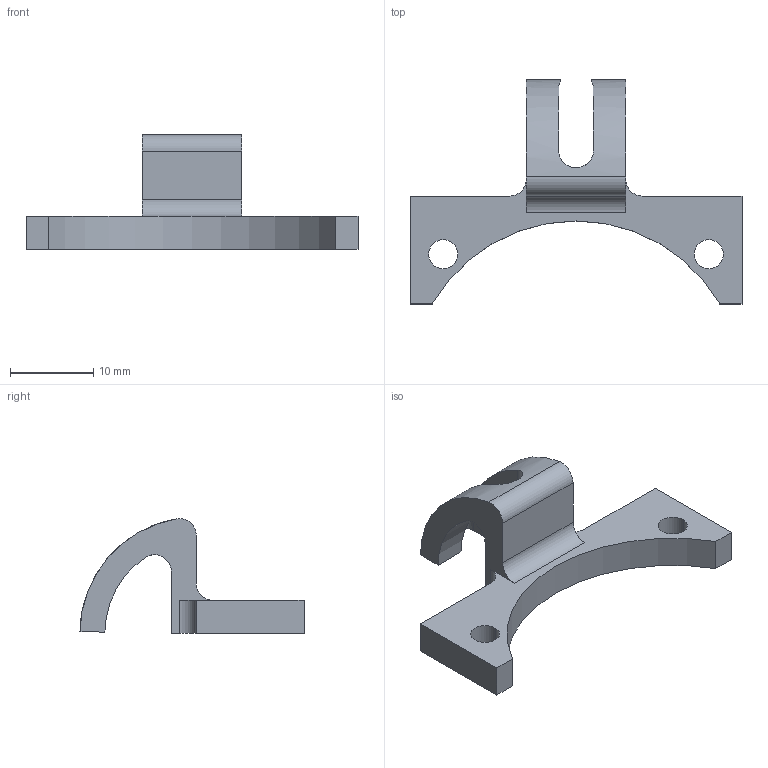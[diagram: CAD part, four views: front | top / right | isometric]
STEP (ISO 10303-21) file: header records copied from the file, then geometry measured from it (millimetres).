
FILE_DESCRIPTION(('CATIA V5 STEP Exchange'),'2;1');
FILE_NAME('Extruder Fan Mount.stp','2013-12-09T07:41:26+00:00',('none'),('none'),'CATIA Version 5 Release 20 GA (IN-10)','CATIA V5 STEP AP203','none');
FILE_SCHEMA(('CONFIG_CONTROL_DESIGN'));
Length unit declared in the file: millimetre
Products named in the file (1): Fan Mount
Bounding box: 40 x 27 x 13.83 mm (x, y, z)
Volume: 1945.6 mm3; surface area: 1855.3 mm2
Topology: 1 solids, 1 shells, 32 faces, 90 edges, 60 vertices
Faces by surface type: plane 16, cylinder 16
Entity records: 1073 total; most frequent: CARTESIAN_POINT 236, ORIENTED_EDGE 180, DIRECTION 132, EDGE_CURVE 90, VERTEX_POINT 60, AXIS2_PLACEMENT_3D 55, VECTOR 54, LINE 54
